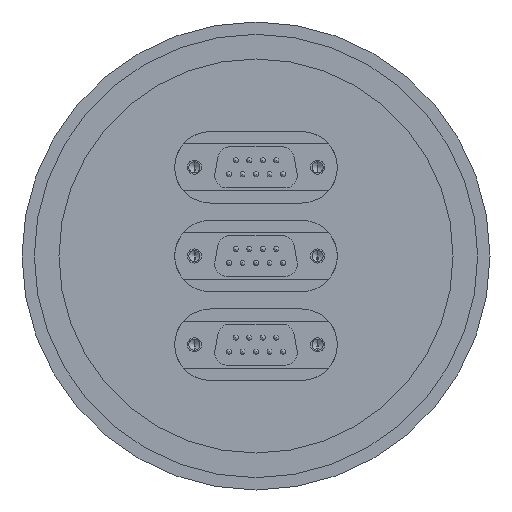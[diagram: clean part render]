
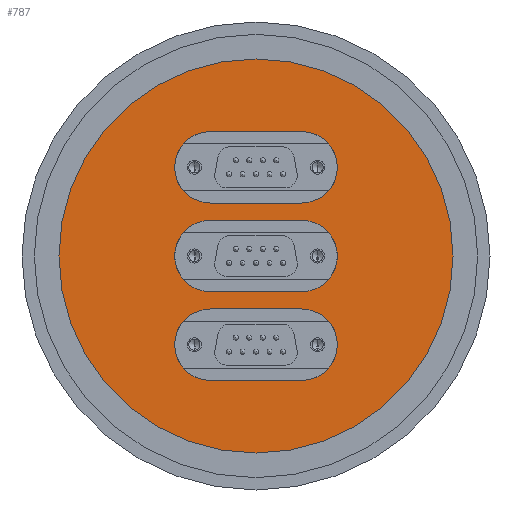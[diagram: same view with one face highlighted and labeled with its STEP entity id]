
A CAD part, front view. The second image highlights one B-rep face of the part: STEP entity #787.
In plain terms, the highlighted planar face has unit normal (0, -1, 0).
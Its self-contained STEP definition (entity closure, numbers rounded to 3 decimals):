
#14 = LINE ( 'NONE', #448, #1492 ) ;
#98 = AXIS2_PLACEMENT_3D ( 'NONE', #2759, #555, #880 ) ;
#100 = AXIS2_PLACEMENT_3D ( 'NONE', #3668, #1914, #155 ) ;
#102 = DIRECTION ( 'NONE',  ( 1., 0., 0. ) ) ;
#126 = PLANE ( 'NONE',  #812 ) ;
#135 = EDGE_CURVE ( 'NONE', #2018, #2686, #471, .T. ) ;
#152 = DIRECTION ( 'NONE',  ( 0., -1., 0. ) ) ;
#155 = DIRECTION ( 'NONE',  ( 0., 0., 1. ) ) ;
#183 = EDGE_CURVE ( 'NONE', #2595, #535, #1077, .T. ) ;
#191 = ORIENTED_EDGE ( 'NONE', *, *, #999, .F. ) ;
#272 = CARTESIAN_POINT ( 'NONE',  ( -9.25, -9.5, 10.75 ) ) ;
#337 = VERTEX_POINT ( 'NONE', #272 ) ;
#354 = EDGE_CURVE ( 'NONE', #3469, #2422, #1121, .T. ) ;
#388 = ORIENTED_EDGE ( 'NONE', *, *, #3132, .T. ) ;
#390 = AXIS2_PLACEMENT_3D ( 'NONE', #3331, #1588, #3620 ) ;
#401 = ORIENTED_EDGE ( 'NONE', *, *, #3250, .F. ) ;
#405 = EDGE_LOOP ( 'NONE', ( #500, #952, #388, #1789 ) ) ;
#406 = CARTESIAN_POINT ( 'NONE',  ( 0., -9.5, -7.25 ) ) ;
#420 = CARTESIAN_POINT ( 'NONE',  ( 9.25, -9.5, 18. ) ) ;
#448 = CARTESIAN_POINT ( 'NONE',  ( 0., -9.5, 7.25 ) ) ;
#471 = CIRCLE ( 'NONE', #575, 7.25 ) ;
#499 = EDGE_CURVE ( 'NONE', #1787, #1035, #2127, .T. ) ;
#500 = ORIENTED_EDGE ( 'NONE', *, *, #1045, .T. ) ;
#508 = VECTOR ( 'NONE', #102, 1000. ) ;
#535 = VERTEX_POINT ( 'NONE', #941 ) ;
#552 = VECTOR ( 'NONE', #1475, 1000. ) ;
#555 = DIRECTION ( 'NONE',  ( 0., 1., 0. ) ) ;
#571 = CARTESIAN_POINT ( 'NONE',  ( 0., -9.5, -40. ) ) ;
#575 = AXIS2_PLACEMENT_3D ( 'NONE', #3773, #1514, #2179 ) ;
#584 = CARTESIAN_POINT ( 'NONE',  ( -9.25, -9.5, 7.25 ) ) ;
#619 = VERTEX_POINT ( 'NONE', #1828 ) ;
#736 = AXIS2_PLACEMENT_3D ( 'NONE', #2969, #1216, #3264 ) ;
#775 = ORIENTED_EDGE ( 'NONE', *, *, #135, .T. ) ;
#777 = EDGE_LOOP ( 'NONE', ( #1526, #3284, #2780, #191 ) ) ;
#787 = ADVANCED_FACE ( 'NONE', ( #2667, #3455, #1993, #1892 ), #126, .T. ) ;
#795 = CIRCLE ( 'NONE', #100, 7.25 ) ;
#798 = VECTOR ( 'NONE', #3178, 1000. ) ;
#812 = AXIS2_PLACEMENT_3D ( 'NONE', #1327, #152, #2207 ) ;
#858 = CARTESIAN_POINT ( 'NONE',  ( 9.25, -9.5, 0. ) ) ;
#872 = CARTESIAN_POINT ( 'NONE',  ( 0., -9.5, 40. ) ) ;
#880 = DIRECTION ( 'NONE',  ( 0., 0., 1. ) ) ;
#918 = VECTOR ( 'NONE', #1028, 1000. ) ;
#941 = CARTESIAN_POINT ( 'NONE',  ( 9.25, -9.5, -7.25 ) ) ;
#952 = ORIENTED_EDGE ( 'NONE', *, *, #183, .F. ) ;
#999 = EDGE_CURVE ( 'NONE', #3469, #3736, #2945, .T. ) ;
#1028 = DIRECTION ( 'NONE',  ( -1., 0., 0. ) ) ;
#1031 = DIRECTION ( 'NONE',  ( 0., -1., 0. ) ) ;
#1035 = VERTEX_POINT ( 'NONE', #3189 ) ;
#1041 = ORIENTED_EDGE ( 'NONE', *, *, #2890, .F. ) ;
#1045 = EDGE_CURVE ( 'NONE', #619, #535, #1305, .T. ) ;
#1077 = LINE ( 'NONE', #406, #1948 ) ;
#1121 = CIRCLE ( 'NONE', #3781, 7.25 ) ;
#1131 = CARTESIAN_POINT ( 'NONE',  ( 0., -9.5, 25.25 ) ) ;
#1155 = DIRECTION ( 'NONE',  ( 0., 0., 1. ) ) ;
#1167 = CARTESIAN_POINT ( 'NONE',  ( 0., -9.5, -25.25 ) ) ;
#1216 = DIRECTION ( 'NONE',  ( 0., -1., 0. ) ) ;
#1218 = EDGE_CURVE ( 'NONE', #2924, #2910, #1452, .T. ) ;
#1294 = LINE ( 'NONE', #1862, #508 ) ;
#1305 = CIRCLE ( 'NONE', #3165, 7.25 ) ;
#1327 = CARTESIAN_POINT ( 'NONE',  ( 0., -9.5, -40. ) ) ;
#1452 = CIRCLE ( 'NONE', #736, 40. ) ;
#1475 = DIRECTION ( 'NONE',  ( 1., 0., 0. ) ) ;
#1492 = VECTOR ( 'NONE', #2500, 1000. ) ;
#1514 = DIRECTION ( 'NONE',  ( 0., 1., 0. ) ) ;
#1526 = ORIENTED_EDGE ( 'NONE', *, *, #354, .T. ) ;
#1588 = DIRECTION ( 'NONE',  ( 0., 1., 0. ) ) ;
#1700 = DIRECTION ( 'NONE',  ( 0., 0., 1. ) ) ;
#1717 = LINE ( 'NONE', #3649, #918 ) ;
#1730 = CARTESIAN_POINT ( 'NONE',  ( 9.25, -9.5, 25.25 ) ) ;
#1787 = VERTEX_POINT ( 'NONE', #2623 ) ;
#1789 = ORIENTED_EDGE ( 'NONE', *, *, #2080, .F. ) ;
#1828 = CARTESIAN_POINT ( 'NONE',  ( 9.25, -9.5, 7.25 ) ) ;
#1862 = CARTESIAN_POINT ( 'NONE',  ( 0., -9.5, 10.75 ) ) ;
#1892 = FACE_BOUND ( 'NONE', #3197, .T. ) ;
#1914 = DIRECTION ( 'NONE',  ( 0., 1., 0. ) ) ;
#1948 = VECTOR ( 'NONE', #3614, 1000. ) ;
#1982 = CIRCLE ( 'NONE', #390, 7.25 ) ;
#1993 = FACE_BOUND ( 'NONE', #777, .T. ) ;
#2018 = VERTEX_POINT ( 'NONE', #2177 ) ;
#2053 = EDGE_CURVE ( 'NONE', #2910, #2924, #2348, .T. ) ;
#2058 = EDGE_CURVE ( 'NONE', #337, #3736, #795, .T. ) ;
#2080 = EDGE_CURVE ( 'NONE', #619, #2914, #14, .T. ) ;
#2127 = CIRCLE ( 'NONE', #98, 7.25 ) ;
#2177 = CARTESIAN_POINT ( 'NONE',  ( 9.25, -9.5, -10.75 ) ) ;
#2179 = DIRECTION ( 'NONE',  ( 0., 0., 1. ) ) ;
#2207 = DIRECTION ( 'NONE',  ( 0., 0., -1. ) ) ;
#2348 = CIRCLE ( 'NONE', #3708, 40. ) ;
#2370 = CARTESIAN_POINT ( 'NONE',  ( 9.25, -9.5, 10.75 ) ) ;
#2399 = EDGE_LOOP ( 'NONE', ( #2925, #3143 ) ) ;
#2422 = VERTEX_POINT ( 'NONE', #2370 ) ;
#2500 = DIRECTION ( 'NONE',  ( -1., 0., 0. ) ) ;
#2595 = VERTEX_POINT ( 'NONE', #2740 ) ;
#2623 = CARTESIAN_POINT ( 'NONE',  ( -9.25, -9.5, -25.25 ) ) ;
#2667 = FACE_BOUND ( 'NONE', #405, .T. ) ;
#2686 = VERTEX_POINT ( 'NONE', #3128 ) ;
#2740 = CARTESIAN_POINT ( 'NONE',  ( -9.25, -9.5, -7.25 ) ) ;
#2759 = CARTESIAN_POINT ( 'NONE',  ( -9.25, -9.5, -18. ) ) ;
#2780 = ORIENTED_EDGE ( 'NONE', *, *, #2058, .T. ) ;
#2784 = CARTESIAN_POINT ( 'NONE',  ( 0., -9.5, 0. ) ) ;
#2831 = CARTESIAN_POINT ( 'NONE',  ( -9.25, -9.5, 25.25 ) ) ;
#2890 = EDGE_CURVE ( 'NONE', #1787, #2686, #3577, .T. ) ;
#2909 = DIRECTION ( 'NONE',  ( 0., 1., 0. ) ) ;
#2910 = VERTEX_POINT ( 'NONE', #571 ) ;
#2914 = VERTEX_POINT ( 'NONE', #584 ) ;
#2924 = VERTEX_POINT ( 'NONE', #872 ) ;
#2925 = ORIENTED_EDGE ( 'NONE', *, *, #2053, .T. ) ;
#2945 = LINE ( 'NONE', #1131, #798 ) ;
#2969 = CARTESIAN_POINT ( 'NONE',  ( 0., -9.5, 0. ) ) ;
#3073 = DIRECTION ( 'NONE',  ( 0., 0., -1. ) ) ;
#3106 = EDGE_CURVE ( 'NONE', #337, #2422, #1294, .T. ) ;
#3128 = CARTESIAN_POINT ( 'NONE',  ( 9.25, -9.5, -25.25 ) ) ;
#3132 = EDGE_CURVE ( 'NONE', #2595, #2914, #1982, .T. ) ;
#3133 = DIRECTION ( 'NONE',  ( 0., 1., 0. ) ) ;
#3143 = ORIENTED_EDGE ( 'NONE', *, *, #1218, .T. ) ;
#3165 = AXIS2_PLACEMENT_3D ( 'NONE', #858, #2909, #1155 ) ;
#3178 = DIRECTION ( 'NONE',  ( -1., 0., 0. ) ) ;
#3189 = CARTESIAN_POINT ( 'NONE',  ( -9.25, -9.5, -10.75 ) ) ;
#3197 = EDGE_LOOP ( 'NONE', ( #775, #1041, #3595, #401 ) ) ;
#3250 = EDGE_CURVE ( 'NONE', #2018, #1035, #1717, .T. ) ;
#3264 = DIRECTION ( 'NONE',  ( 0., 0., -1. ) ) ;
#3284 = ORIENTED_EDGE ( 'NONE', *, *, #3106, .F. ) ;
#3331 = CARTESIAN_POINT ( 'NONE',  ( -9.25, -9.5, 0. ) ) ;
#3455 = FACE_OUTER_BOUND ( 'NONE', #2399, .T. ) ;
#3469 = VERTEX_POINT ( 'NONE', #1730 ) ;
#3577 = LINE ( 'NONE', #1167, #552 ) ;
#3595 = ORIENTED_EDGE ( 'NONE', *, *, #499, .T. ) ;
#3614 = DIRECTION ( 'NONE',  ( 1., 0., 0. ) ) ;
#3620 = DIRECTION ( 'NONE',  ( 0., 0., 1. ) ) ;
#3649 = CARTESIAN_POINT ( 'NONE',  ( 0., -9.5, -10.75 ) ) ;
#3668 = CARTESIAN_POINT ( 'NONE',  ( -9.25, -9.5, 18. ) ) ;
#3708 = AXIS2_PLACEMENT_3D ( 'NONE', #2784, #1031, #3073 ) ;
#3736 = VERTEX_POINT ( 'NONE', #2831 ) ;
#3773 = CARTESIAN_POINT ( 'NONE',  ( 9.25, -9.5, -18. ) ) ;
#3781 = AXIS2_PLACEMENT_3D ( 'NONE', #420, #3133, #1700 ) ;
